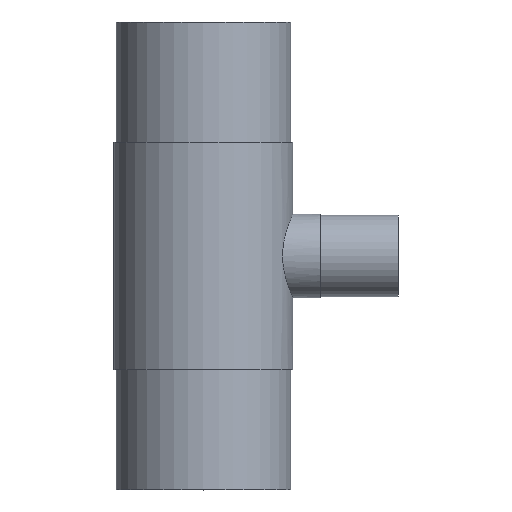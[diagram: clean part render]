
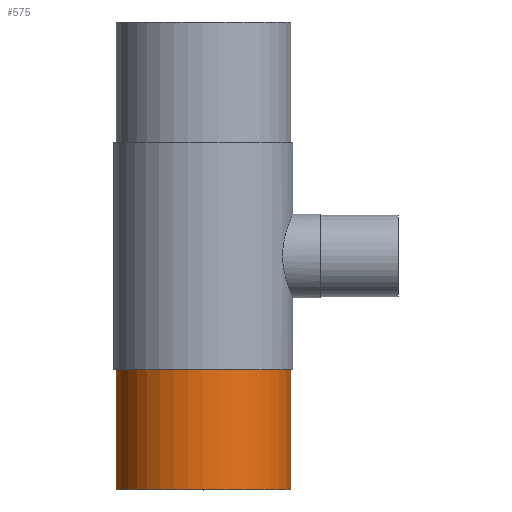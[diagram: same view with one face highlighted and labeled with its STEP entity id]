
A CAD part, top view. The second image highlights one B-rep face of the part: STEP entity #575.
In plain terms, the highlighted cylindrical face has radius 80 mm (diameter 160 mm), a full revolution.
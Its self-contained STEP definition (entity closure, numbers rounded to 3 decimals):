
#534=CARTESIAN_POINT('',(-80.,-104.,0.));
#535=VERTEX_POINT('',#534);
#536=CARTESIAN_POINT('',(0.,-104.,0.));
#537=DIRECTION('',(0.,-1.,0.));
#538=DIRECTION('',(-1.,0.,0.));
#539=AXIS2_PLACEMENT_3D('',#536,#537,#538);
#540=CIRCLE('',#539,80.);
#541=EDGE_CURVE('',#535,#535,#540,.T.);
#551=CARTESIAN_POINT('',(-80.,-214.,0.));
#552=VERTEX_POINT('',#551);
#553=CARTESIAN_POINT('',(0.,-214.,0.));
#554=DIRECTION('',(0.,-1.,0.));
#555=DIRECTION('',(-1.,0.,0.));
#556=AXIS2_PLACEMENT_3D('',#553,#554,#555);
#557=CIRCLE('',#556,80.);
#558=EDGE_CURVE('',#552,#552,#557,.T.);
#559=ORIENTED_EDGE('',*,*,#558,.F.);
#560=CARTESIAN_POINT('',(-80.,-159.,0.));
#561=DIRECTION('',(0.,-1.,0.));
#562=VECTOR('',#561,80.);
#563=LINE('',#560,#562);
#564=EDGE_CURVE('',#535,#552,#563,.T.);
#565=ORIENTED_EDGE('',*,*,#564,.F.);
#566=ORIENTED_EDGE('',*,*,#541,.T.);
#567=ORIENTED_EDGE('',*,*,#564,.T.);
#568=EDGE_LOOP('',(#559,#565,#566,#567));
#569=FACE_OUTER_BOUND('',#568,.T.);
#570=CARTESIAN_POINT('',(0.,-159.,0.));
#571=DIRECTION('',(0.,-1.,0.));
#572=DIRECTION('',(-1.,0.,0.));
#573=AXIS2_PLACEMENT_3D('',#570,#571,#572);
#574=CYLINDRICAL_SURFACE('',#573,80.);
#575=ADVANCED_FACE('',(#569),#574,.T.);
